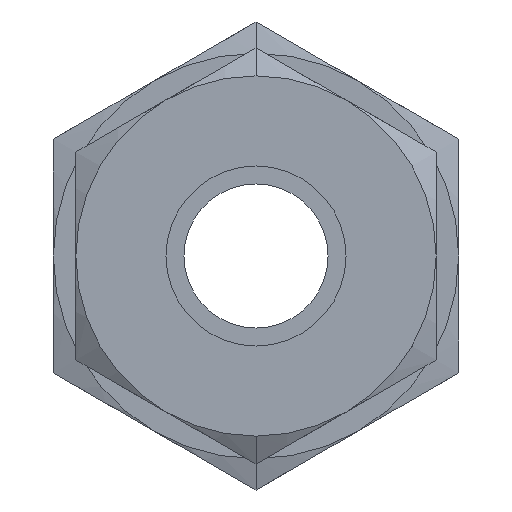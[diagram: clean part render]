
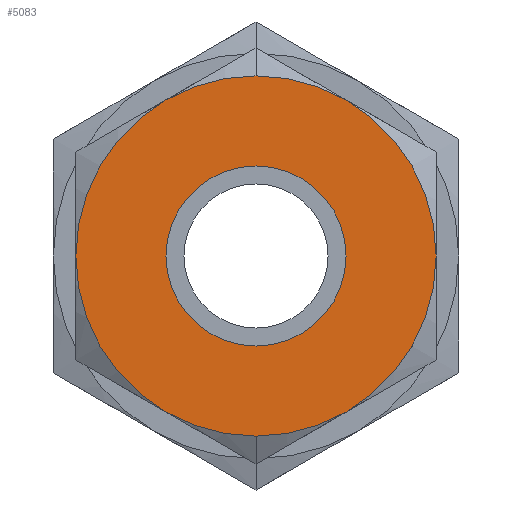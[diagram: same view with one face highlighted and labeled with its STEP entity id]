
A CAD part, left-side view. The second image highlights one B-rep face of the part: STEP entity #5083.
In plain terms, the highlighted planar face has unit normal (-1, 0, 0).
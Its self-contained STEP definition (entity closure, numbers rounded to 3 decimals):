
#251 = VERTEX_POINT ( 'NONE', #448 ) ;
#405 = EDGE_LOOP ( 'NONE', ( #1002, #5397 ) ) ;
#428 = DIRECTION ( 'NONE',  ( 0., 0., 1. ) ) ;
#448 = CARTESIAN_POINT ( 'NONE',  ( 0., 0., 8. ) ) ;
#531 = PLANE ( 'NONE',  #6609 ) ;
#747 = CIRCLE ( 'NONE', #4313, 4. ) ;
#926 = CARTESIAN_POINT ( 'NONE',  ( 0., 0., -4. ) ) ;
#993 = DIRECTION ( 'NONE',  ( 0., 0., -1. ) ) ;
#1002 = ORIENTED_EDGE ( 'NONE', *, *, #1044, .F. ) ;
#1044 = EDGE_CURVE ( 'NONE', #251, #2070, #6701, .T. ) ;
#1106 = CARTESIAN_POINT ( 'NONE',  ( 0., 0., 0. ) ) ;
#1144 = CARTESIAN_POINT ( 'NONE',  ( 0., 0., 4. ) ) ;
#1433 = AXIS2_PLACEMENT_3D ( 'NONE', #5646, #4575, #428 ) ;
#1487 = ORIENTED_EDGE ( 'NONE', *, *, #4288, .T. ) ;
#1614 = DIRECTION ( 'NONE',  ( 0., 0., 1. ) ) ;
#1653 = FACE_OUTER_BOUND ( 'NONE', #405, .T. ) ;
#1658 = EDGE_CURVE ( 'NONE', #3278, #7466, #2436, .T. ) ;
#1852 = AXIS2_PLACEMENT_3D ( 'NONE', #1106, #3454, #993 ) ;
#2070 = VERTEX_POINT ( 'NONE', #7412 ) ;
#2436 = CIRCLE ( 'NONE', #7082, 4. ) ;
#2450 = DIRECTION ( 'NONE',  ( 1., 0., 0. ) ) ;
#2739 = ORIENTED_EDGE ( 'NONE', *, *, #1658, .T. ) ;
#2799 = FACE_BOUND ( 'NONE', #3952, .T. ) ;
#3278 = VERTEX_POINT ( 'NONE', #5413 ) ;
#3454 = DIRECTION ( 'NONE',  ( 1., 0., 0. ) ) ;
#3489 = DIRECTION ( 'NONE',  ( 1., 0., 0. ) ) ;
#3825 = CIRCLE ( 'NONE', #1852, 8. ) ;
#3952 = EDGE_LOOP ( 'NONE', ( #1487, #2739 ) ) ;
#4260 = EDGE_CURVE ( 'NONE', #2070, #251, #3825, .T. ) ;
#4288 = EDGE_CURVE ( 'NONE', #7466, #3278, #747, .T. ) ;
#4313 = AXIS2_PLACEMENT_3D ( 'NONE', #4670, #3489, #6513 ) ;
#4575 = DIRECTION ( 'NONE',  ( 1., 0., 0. ) ) ;
#4670 = CARTESIAN_POINT ( 'NONE',  ( 0., 0., 0. ) ) ;
#4789 = DIRECTION ( 'NONE',  ( 0., 0., 1. ) ) ;
#5083 = ADVANCED_FACE ( 'NONE', ( #2799, #1653 ), #531, .T. ) ;
#5212 = DIRECTION ( 'NONE',  ( -1., 0., 0. ) ) ;
#5397 = ORIENTED_EDGE ( 'NONE', *, *, #4260, .F. ) ;
#5413 = CARTESIAN_POINT ( 'NONE',  ( 0., 0., 4. ) ) ;
#5646 = CARTESIAN_POINT ( 'NONE',  ( 0., 0., 0. ) ) ;
#6513 = DIRECTION ( 'NONE',  ( 0., 0., -1. ) ) ;
#6609 = AXIS2_PLACEMENT_3D ( 'NONE', #1144, #5212, #1614 ) ;
#6701 = CIRCLE ( 'NONE', #1433, 8. ) ;
#7082 = AXIS2_PLACEMENT_3D ( 'NONE', #7234, #2450, #4789 ) ;
#7234 = CARTESIAN_POINT ( 'NONE',  ( 0., 0., 0. ) ) ;
#7412 = CARTESIAN_POINT ( 'NONE',  ( 0., 0., -8. ) ) ;
#7466 = VERTEX_POINT ( 'NONE', #926 ) ;
